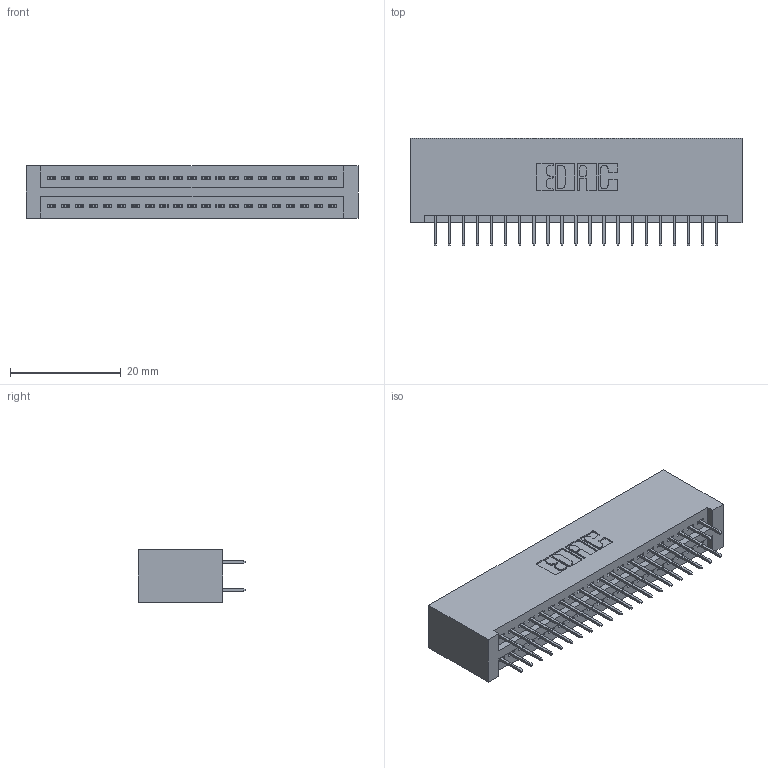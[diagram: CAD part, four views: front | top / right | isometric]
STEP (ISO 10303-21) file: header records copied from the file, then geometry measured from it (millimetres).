
FILE_DESCRIPTION (( 'STEP AP203' ), '1' );
FILE_NAME ('345-042-524-201.STEP', '2018-09-05T12:17:46', ( '' ), ( '' ), 'SwSTEP 2.0', 'SolidWorks 2016', '' );
FILE_SCHEMA (( 'CONFIG_CONTROL_DESIGN' ));
Length unit declared in the file: inch
Products named in the file (3): 345 Part_No Mounting Lugs; 345-292-001_345-293-124; 345-042-524-201
Assembly tree (43 placements, depth 2):
  345-042-524-201
    345 Part_No Mounting Lugs
    345-292-001_345-293-124  x42
Bounding box: 59.94 x 19.35 x 9.4 mm (x, y, z)
Volume: 6180.4 mm3; surface area: 8864.5 mm2
Topology: 43 solids, 43 shells, 2386 faces, 6743 edges, 4326 vertices
Faces by surface type: plane 1714, cylinder 672
Entity records: 19101 total; most frequent: CARTESIAN_POINT 3220, ORIENTED_EDGE 3154, DIRECTION 2861, EDGE_CURVE 1577, LINE 1373, VECTOR 1373, VERTEX_POINT 1046, AXIS2_PLACEMENT_3D 744
